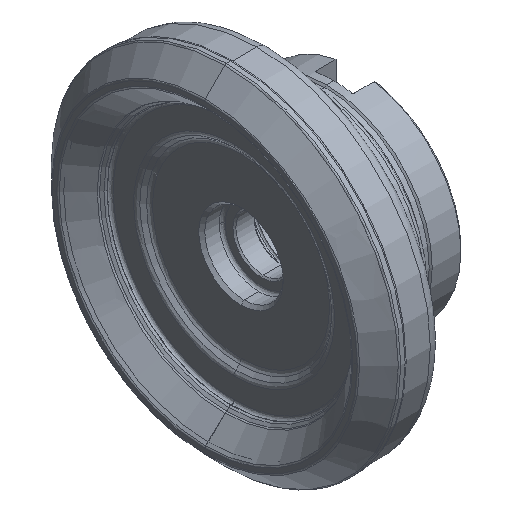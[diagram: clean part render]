
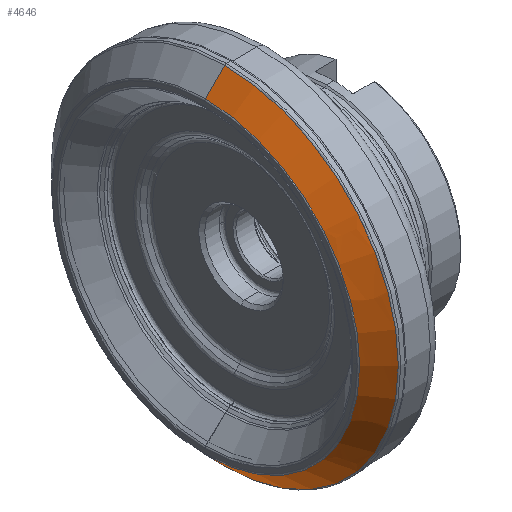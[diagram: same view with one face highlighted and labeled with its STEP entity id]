
A CAD part, isometric view. The second image highlights one B-rep face of the part: STEP entity #4646.
In plain terms, the highlighted free-form (B-spline) face has degree [5, 3] with [6, 4] control points.
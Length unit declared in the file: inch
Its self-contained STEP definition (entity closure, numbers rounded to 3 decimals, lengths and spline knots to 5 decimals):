
#27 = CARTESIAN_POINT ( 'NONE',  ( 0.2111, 0., 2.21085 ) ) ;
#193 = CARTESIAN_POINT ( 'NONE',  ( 0.25971, 0., -2.26309 ) ) ;
#212 = CARTESIAN_POINT ( 'NONE',  ( 0.2111, 0., 2.21085 ) ) ;
#403 = CARTESIAN_POINT ( 'NONE',  ( 0.2111, 0., -2.21085 ) ) ;
#497 = DIRECTION ( 'NONE',  ( 0., 0., 1. ) ) ;
#737 = EDGE_LOOP ( 'NONE', ( #6063, #2761, #5531, #2871 ) ) ;
#796 = CARTESIAN_POINT ( 'NONE',  ( 0.06092, 0., 2.05828 ) ) ;
#836 = B_SPLINE_CURVE_WITH_KNOTS ( 'NONE', 5,
 ( #2971, #6393, #2494, #2884, #27, #3366 ),
 .UNSPECIFIED., .F., .F.,
 ( 6, 6 ),
 ( 0., 1. ),
 .UNSPECIFIED. ) ;
#1286 = CARTESIAN_POINT ( 'NONE',  ( 0.00937, 0., 2.00894 ) ) ;
#1292 = CARTESIAN_POINT ( 'NONE',  ( 0.25971, -4.52617, -2.26309 ) ) ;
#1348 = CARTESIAN_POINT ( 'NONE',  ( 0.00937, 0., -2.00894 ) ) ;
#1447 = EDGE_CURVE ( 'NONE', #5422, #3753, #3570, .T. ) ;
#1743 = CARTESIAN_POINT ( 'NONE',  ( 0.00937, 0., -2.00894 ) ) ;
#1775 = FACE_OUTER_BOUND ( 'NONE', #737, .T. ) ;
#1934 = DIRECTION ( 'NONE',  ( -1., 0., 0. ) ) ;
#2117 = EDGE_CURVE ( 'NONE', #3801, #3237, #5030, .T. ) ;
#2124 = EDGE_CURVE ( 'NONE', #3801, #3753, #6016, .T. ) ;
#2195 = CARTESIAN_POINT ( 'NONE',  ( 0.06092, -4.11656, 2.05828 ) ) ;
#2286 = CARTESIAN_POINT ( 'NONE',  ( 0.11164, 0., -2.10849 ) ) ;
#2327 = CARTESIAN_POINT ( 'NONE',  ( 0.06092, 0., -2.05828 ) ) ;
#2494 = CARTESIAN_POINT ( 'NONE',  ( 0.11164, 0., 2.10849 ) ) ;
#2674 = CARTESIAN_POINT ( 'NONE',  ( 0.2111, 0., -2.21085 ) ) ;
#2706 = CARTESIAN_POINT ( 'NONE',  ( 0.11164, -4.21698, -2.10849 ) ) ;
#2747 = AXIS2_PLACEMENT_3D ( 'NONE', #6387, #5457, #497 ) ;
#2759 = DIRECTION ( 'NONE',  ( 0., 0., 1. ) ) ;
#2761 = ORIENTED_EDGE ( 'NONE', *, *, #2124, .T. ) ;
#2763 = AXIS2_PLACEMENT_3D ( 'NONE', #6273, #1934, #2759 ) ;
#2767 = CARTESIAN_POINT ( 'NONE',  ( 0.2111, -4.4217, 2.21085 ) ) ;
#2871 = ORIENTED_EDGE ( 'NONE', *, *, #4010, .F. ) ;
#2884 = CARTESIAN_POINT ( 'NONE',  ( 0.1617, 0., 2.15935 ) ) ;
#2971 = CARTESIAN_POINT ( 'NONE',  ( 0.00937, 0., 2.00894 ) ) ;
#3149 = CARTESIAN_POINT ( 'NONE',  ( 0.06092, -4.11656, -2.05828 ) ) ;
#3214 = CARTESIAN_POINT ( 'NONE',  ( 0.25971, -4.52617, 2.26309 ) ) ;
#3237 = VERTEX_POINT ( 'NONE', #1286 ) ;
#3366 = CARTESIAN_POINT ( 'NONE',  ( 0.25971, 0., 2.26309 ) ) ;
#3379 = CARTESIAN_POINT ( 'NONE',  ( 0.25971, 0., -2.26309 ) ) ;
#3570 = CIRCLE ( 'NONE', #2747, 2.26309 ) ;
#3698 = CARTESIAN_POINT ( 'NONE',  ( 0.11164, 0., 2.10849 ) ) ;
#3726 = CARTESIAN_POINT ( 'NONE',  ( 0.25971, 0., 2.26309 ) ) ;
#3753 = VERTEX_POINT ( 'NONE', #193 ) ;
#3801 = VERTEX_POINT ( 'NONE', #6123 ) ;
#4010 = EDGE_CURVE ( 'NONE', #3237, #5422, #836, .T. ) ;
#4142 =( BOUNDED_SURFACE ( )  B_SPLINE_SURFACE ( 5, 3, ( 
 ( #4217, #5198, #5722, #1743 ),
 ( #796, #2195, #3149, #2327 ),
 ( #3698, #6209, #2706, #5131 ),
 ( #4741, #5693, #4181, #4280 ),
 ( #212, #2767, #6145, #2674 ),
 ( #3726, #3214, #1292, #6176 ) ),
 .UNSPECIFIED., .F., .F., .T. ) 
 B_SPLINE_SURFACE_WITH_KNOTS ( ( 6, 6 ),
 ( 4, 4 ),
 ( 0., 1. ),
 ( 0., 1. ),
 .UNSPECIFIED. ) 
 GEOMETRIC_REPRESENTATION_ITEM ( )  RATIONAL_B_SPLINE_SURFACE ( (
 ( 1., 0.333, 0.333, 1.),
 ( 1., 0.333, 0.333, 1.),
 ( 1., 0.333, 0.333, 1.),
 ( 1., 0.333, 0.333, 1.),
 ( 1., 0.333, 0.333, 1.),
 ( 1., 0.333, 0.333, 1.) ) ) 
 REPRESENTATION_ITEM ( '' )  SURFACE ( )  );
#4181 = CARTESIAN_POINT ( 'NONE',  ( 0.1617, -4.31869, -2.15935 ) ) ;
#4217 = CARTESIAN_POINT ( 'NONE',  ( 0.00937, 0., 2.00894 ) ) ;
#4280 = CARTESIAN_POINT ( 'NONE',  ( 0.1617, 0., -2.15935 ) ) ;
#4371 = CARTESIAN_POINT ( 'NONE',  ( 0.06092, 0., -2.05828 ) ) ;
#4646 = ADVANCED_FACE ( 'NONE', ( #1775 ), #4142, .F. ) ;
#4741 = CARTESIAN_POINT ( 'NONE',  ( 0.1617, 0., 2.15935 ) ) ;
#4909 = CARTESIAN_POINT ( 'NONE',  ( 0.25971, 0., 2.26309 ) ) ;
#5030 = CIRCLE ( 'NONE', #2763, 2.00894 ) ;
#5131 = CARTESIAN_POINT ( 'NONE',  ( 0.11164, 0., -2.10849 ) ) ;
#5198 = CARTESIAN_POINT ( 'NONE',  ( 0.00937, -4.01788, 2.00894 ) ) ;
#5422 = VERTEX_POINT ( 'NONE', #4909 ) ;
#5457 = DIRECTION ( 'NONE',  ( 1., 0., 0. ) ) ;
#5531 = ORIENTED_EDGE ( 'NONE', *, *, #1447, .F. ) ;
#5693 = CARTESIAN_POINT ( 'NONE',  ( 0.1617, -4.31869, 2.15935 ) ) ;
#5722 = CARTESIAN_POINT ( 'NONE',  ( 0.00937, -4.01788, -2.00894 ) ) ;
#6016 = B_SPLINE_CURVE_WITH_KNOTS ( 'NONE', 5,
 ( #1348, #4371, #2286, #6379, #403, #3379 ),
 .UNSPECIFIED., .F., .F.,
 ( 6, 6 ),
 ( 0., 1. ),
 .UNSPECIFIED. ) ;
#6063 = ORIENTED_EDGE ( 'NONE', *, *, #2117, .F. ) ;
#6123 = CARTESIAN_POINT ( 'NONE',  ( 0.00937, 0., -2.00894 ) ) ;
#6145 = CARTESIAN_POINT ( 'NONE',  ( 0.2111, -4.4217, -2.21085 ) ) ;
#6176 = CARTESIAN_POINT ( 'NONE',  ( 0.25971, 0., -2.26309 ) ) ;
#6209 = CARTESIAN_POINT ( 'NONE',  ( 0.11164, -4.21698, 2.10849 ) ) ;
#6273 = CARTESIAN_POINT ( 'NONE',  ( 0.00937, 0., 0. ) ) ;
#6379 = CARTESIAN_POINT ( 'NONE',  ( 0.1617, 0., -2.15935 ) ) ;
#6387 = CARTESIAN_POINT ( 'NONE',  ( 0.25971, 0., 0. ) ) ;
#6393 = CARTESIAN_POINT ( 'NONE',  ( 0.06092, 0., 2.05828 ) ) ;
